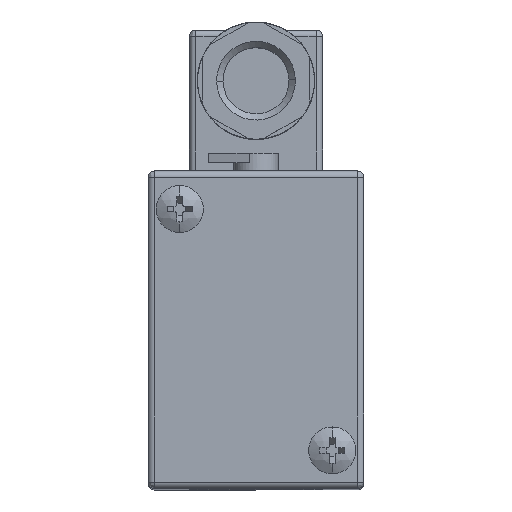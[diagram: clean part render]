
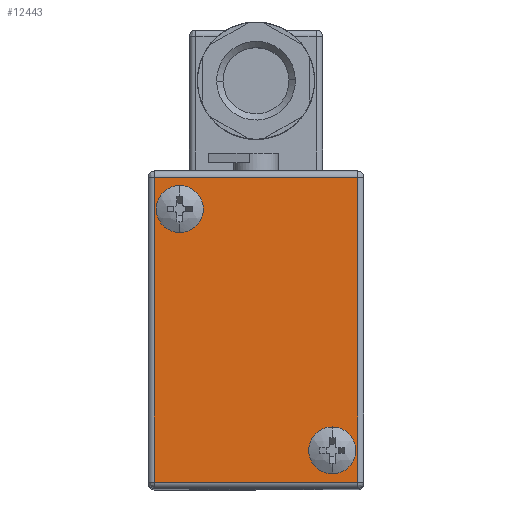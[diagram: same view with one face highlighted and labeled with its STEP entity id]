
A CAD part, top view. The second image highlights one B-rep face of the part: STEP entity #12443.
In plain terms, the highlighted planar face has unit normal (0, 0, 1).
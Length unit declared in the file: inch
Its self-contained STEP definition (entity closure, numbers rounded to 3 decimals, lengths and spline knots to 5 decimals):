
#135 = CARTESIAN_POINT ( 'NONE',  ( -0.31765, -0.12155, 2.24409 ) ) ;
#375 = VERTEX_POINT ( 'NONE', #9361 ) ;
#648 = DIRECTION ( 'NONE',  ( 0., 0., 1. ) ) ;
#667 = ORIENTED_EDGE ( 'NONE', *, *, #6679, .F. ) ;
#729 = LINE ( 'NONE', #2638, #8736 ) ;
#1034 = ORIENTED_EDGE ( 'NONE', *, *, #1884, .F. ) ;
#1071 = AXIS2_PLACEMENT_3D ( 'NONE', #6895, #648, #7965 ) ;
#1506 = CARTESIAN_POINT ( 'NONE',  ( -0.31765, -1.06643, 2.24409 ) ) ;
#1884 = EDGE_CURVE ( 'NONE', #4996, #9689, #4891, .T. ) ;
#1981 = DIRECTION ( 'NONE',  ( 0., -1., 0. ) ) ;
#2138 = AXIS2_PLACEMENT_3D ( 'NONE', #135, #10609, #4358 ) ;
#2234 = FACE_BOUND ( 'NONE', #13439, .T. ) ;
#2396 = LINE ( 'NONE', #1506, #10403 ) ;
#2638 = CARTESIAN_POINT ( 'NONE',  ( -0.94757, -0.12155, 2.24409 ) ) ;
#2941 = ORIENTED_EDGE ( 'NONE', *, *, #7037, .F. ) ;
#3111 = CARTESIAN_POINT ( 'NONE',  ( 0.15479, -0.86958, 2.24409 ) ) ;
#3238 = CARTESIAN_POINT ( 'NONE',  ( -0.31765, 0.82333, 2.24409 ) ) ;
#3365 = EDGE_CURVE ( 'NONE', #9689, #5380, #10391, .T. ) ;
#3412 = CARTESIAN_POINT ( 'NONE',  ( 0.31227, -1.06643, 2.24409 ) ) ;
#3689 = DIRECTION ( 'NONE',  ( 0., 1., 0. ) ) ;
#3698 = DIRECTION ( 'NONE',  ( 0., 0., 1. ) ) ;
#4154 = EDGE_CURVE ( 'NONE', #5380, #4202, #2396, .T. ) ;
#4162 = DIRECTION ( 'NONE',  ( 1., 0., 0. ) ) ;
#4202 = VERTEX_POINT ( 'NONE', #8951 ) ;
#4235 = CARTESIAN_POINT ( 'NONE',  ( -0.79009, 0.62648, 2.24409 ) ) ;
#4358 = DIRECTION ( 'NONE',  ( -1., 0., 0. ) ) ;
#4464 = CARTESIAN_POINT ( 'NONE',  ( 0.30046, -0.86958, 2.24409 ) ) ;
#4507 = VECTOR ( 'NONE', #1981, 39.37008 ) ;
#4693 = EDGE_LOOP ( 'NONE', ( #7498, #5875 ) ) ;
#4843 = CARTESIAN_POINT ( 'NONE',  ( -0.94757, 0.82333, 2.24409 ) ) ;
#4891 = LINE ( 'NONE', #3238, #6327 ) ;
#4996 = VERTEX_POINT ( 'NONE', #4843 ) ;
#5108 = CARTESIAN_POINT ( 'NONE',  ( 0.31227, -0.12155, 2.24409 ) ) ;
#5287 = DIRECTION ( 'NONE',  ( 1., 0., 0. ) ) ;
#5380 = VERTEX_POINT ( 'NONE', #3412 ) ;
#5408 = VERTEX_POINT ( 'NONE', #12864 ) ;
#5764 = AXIS2_PLACEMENT_3D ( 'NONE', #9944, #3698, #10980 ) ;
#5875 = ORIENTED_EDGE ( 'NONE', *, *, #11516, .F. ) ;
#6327 = VECTOR ( 'NONE', #11581, 39.37008 ) ;
#6371 = EDGE_CURVE ( 'NONE', #8208, #5408, #7055, .T. ) ;
#6568 = CIRCLE ( 'NONE', #5764, 0.14567 ) ;
#6679 = EDGE_CURVE ( 'NONE', #8761, #375, #6568, .T. ) ;
#6895 = CARTESIAN_POINT ( 'NONE',  ( 0.15479, -0.86958, 2.24409 ) ) ;
#7037 = EDGE_CURVE ( 'NONE', #375, #8761, #12784, .T. ) ;
#7055 = CIRCLE ( 'NONE', #13299, 0.14567 ) ;
#7498 = ORIENTED_EDGE ( 'NONE', *, *, #6371, .F. ) ;
#7815 = DIRECTION ( 'NONE',  ( -1., 0., 0. ) ) ;
#7965 = DIRECTION ( 'NONE',  ( 1., 0., 0. ) ) ;
#8193 = ORIENTED_EDGE ( 'NONE', *, *, #4154, .F. ) ;
#8208 = VERTEX_POINT ( 'NONE', #4464 ) ;
#8668 = EDGE_LOOP ( 'NONE', ( #8193, #12658, #1034, #11772 ) ) ;
#8736 = VECTOR ( 'NONE', #3689, 39.37008 ) ;
#8761 = VERTEX_POINT ( 'NONE', #10164 ) ;
#8951 = CARTESIAN_POINT ( 'NONE',  ( -0.94757, -1.06643, 2.24409 ) ) ;
#9361 = CARTESIAN_POINT ( 'NONE',  ( -0.64442, 0.62648, 2.24409 ) ) ;
#9689 = VERTEX_POINT ( 'NONE', #13252 ) ;
#9908 = FACE_OUTER_BOUND ( 'NONE', #8668, .T. ) ;
#9944 = CARTESIAN_POINT ( 'NONE',  ( -0.79009, 0.62648, 2.24409 ) ) ;
#10164 = CARTESIAN_POINT ( 'NONE',  ( -0.93576, 0.62648, 2.24409 ) ) ;
#10237 = FACE_BOUND ( 'NONE', #4693, .T. ) ;
#10391 = LINE ( 'NONE', #5108, #4507 ) ;
#10403 = VECTOR ( 'NONE', #7815, 39.37008 ) ;
#10416 = DIRECTION ( 'NONE',  ( 0., 0., 1. ) ) ;
#10609 = DIRECTION ( 'NONE',  ( 0., 0., -1. ) ) ;
#10980 = DIRECTION ( 'NONE',  ( 1., 0., 0. ) ) ;
#11516 = EDGE_CURVE ( 'NONE', #5408, #8208, #12070, .T. ) ;
#11517 = DIRECTION ( 'NONE',  ( 0., 0., 1. ) ) ;
#11581 = DIRECTION ( 'NONE',  ( 1., 0., 0. ) ) ;
#11772 = ORIENTED_EDGE ( 'NONE', *, *, #13284, .F. ) ;
#12070 = CIRCLE ( 'NONE', #1071, 0.14567 ) ;
#12443 = ADVANCED_FACE ( 'NONE', ( #10237, #2234, #9908 ), #12661, .F. ) ;
#12658 = ORIENTED_EDGE ( 'NONE', *, *, #3365, .F. ) ;
#12661 = PLANE ( 'NONE',  #2138 ) ;
#12784 = CIRCLE ( 'NONE', #13221, 0.14567 ) ;
#12864 = CARTESIAN_POINT ( 'NONE',  ( 0.00912, -0.86958, 2.24409 ) ) ;
#13221 = AXIS2_PLACEMENT_3D ( 'NONE', #4235, #11517, #5287 ) ;
#13252 = CARTESIAN_POINT ( 'NONE',  ( 0.31227, 0.82333, 2.24409 ) ) ;
#13284 = EDGE_CURVE ( 'NONE', #4202, #4996, #729, .T. ) ;
#13299 = AXIS2_PLACEMENT_3D ( 'NONE', #3111, #10416, #4162 ) ;
#13439 = EDGE_LOOP ( 'NONE', ( #2941, #667 ) ) ;
